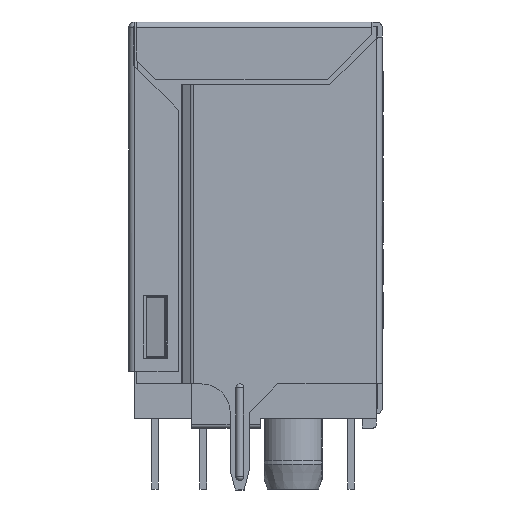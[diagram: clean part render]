
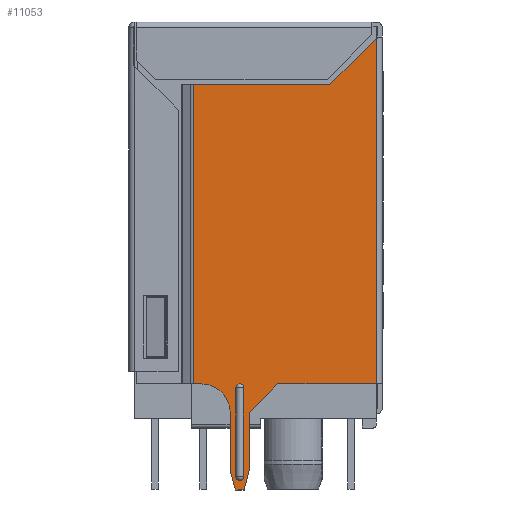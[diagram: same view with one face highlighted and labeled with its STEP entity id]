
A CAD part, left-side view. The second image highlights one B-rep face of the part: STEP entity #11053.
In plain terms, the highlighted planar face has unit normal (-1, 0, 0).
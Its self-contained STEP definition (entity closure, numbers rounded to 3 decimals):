
#430 = VERTEX_POINT ( 'NONE', #13431 ) ;
#462 = LINE ( 'NONE', #2922, #1127 ) ;
#694 = VERTEX_POINT ( 'NONE', #3424 ) ;
#711 = LINE ( 'NONE', #12757, #1375 ) ;
#735 = LINE ( 'NONE', #9583, #2566 ) ;
#744 = LINE ( 'NONE', #9920, #6081 ) ;
#758 = CIRCLE ( 'NONE', #5502, 1.5 ) ;
#800 = CARTESIAN_POINT ( 'NONE',  ( -21.01, 12.932, -25.464 ) ) ;
#1021 = DIRECTION ( 'NONE',  ( 0., 1., 0. ) ) ;
#1127 = VECTOR ( 'NONE', #4900, 1000. ) ;
#1144 = CARTESIAN_POINT ( 'NONE',  ( -21.01, 8.434, -4.194 ) ) ;
#1375 = VECTOR ( 'NONE', #5189, 1000. ) ;
#1428 = VECTOR ( 'NONE', #13511, 1000. ) ;
#1438 = EDGE_CURVE ( 'NONE', #10560, #6873, #13626, .T. ) ;
#1481 = VECTOR ( 'NONE', #11519, 1000. ) ;
#1489 = EDGE_CURVE ( 'NONE', #8856, #3657, #758, .T. ) ;
#1538 = DIRECTION ( 'NONE',  ( -1., 0., 0. ) ) ;
#1551 = CARTESIAN_POINT ( 'NONE',  ( -21.01, 13.364, -20.094 ) ) ;
#1593 = FACE_BOUND ( 'NONE', #7010, .T. ) ;
#1742 = CARTESIAN_POINT ( 'NONE',  ( -21.01, 5.934, -1.694 ) ) ;
#1789 = EDGE_CURVE ( 'NONE', #6387, #10560, #744, .T. ) ;
#1816 = LINE ( 'NONE', #8292, #1481 ) ;
#1928 = VERTEX_POINT ( 'NONE', #3847 ) ;
#1981 = CARTESIAN_POINT ( 'NONE',  ( -21.01, 13.364, -24.764 ) ) ;
#2011 = DIRECTION ( 'NONE',  ( -1., 0., 0. ) ) ;
#2038 = DIRECTION ( 'NONE',  ( 0., 1., 0. ) ) ;
#2087 = VECTOR ( 'NONE', #8109, 1000. ) ;
#2093 = EDGE_CURVE ( 'NONE', #694, #3719, #4234, .T. ) ;
#2169 = DIRECTION ( 'NONE',  ( 0., -1., 0. ) ) ;
#2328 = ORIENTED_EDGE ( 'NONE', *, *, #12255, .T. ) ;
#2454 = EDGE_CURVE ( 'NONE', #7707, #430, #711, .T. ) ;
#2566 = VECTOR ( 'NONE', #2169, 1000. ) ;
#2650 = LINE ( 'NONE', #4228, #4144 ) ;
#2684 = CARTESIAN_POINT ( 'NONE',  ( -21.01, 15.584, -4.194 ) ) ;
#2914 = CARTESIAN_POINT ( 'NONE',  ( -21.01, 12.664, -24.464 ) ) ;
#2922 = CARTESIAN_POINT ( 'NONE',  ( -21.01, 12.964, -19.894 ) ) ;
#2980 = VERTEX_POINT ( 'NONE', #2914 ) ;
#2990 = EDGE_CURVE ( 'NONE', #4626, #2980, #1816, .T. ) ;
#2993 = VECTOR ( 'NONE', #12409, 1000. ) ;
#3066 = EDGE_CURVE ( 'NONE', #2980, #694, #2650, .T. ) ;
#3139 = PLANE ( 'NONE',  #10427 ) ;
#3150 = CARTESIAN_POINT ( 'NONE',  ( -21.01, 15.164, -19.894 ) ) ;
#3224 = DIRECTION ( 'NONE',  ( 0., -0.707, 0.707 ) ) ;
#3313 = DIRECTION ( 'NONE',  ( 0., -1., 0. ) ) ;
#3424 = CARTESIAN_POINT ( 'NONE',  ( -21.01, 12.664, -21.394 ) ) ;
#3453 = AXIS2_PLACEMENT_3D ( 'NONE', #7187, #1538, #11064 ) ;
#3548 = CIRCLE ( 'NONE', #11094, 0.2 ) ;
#3566 = VECTOR ( 'NONE', #3224, 1000. ) ;
#3582 = CIRCLE ( 'NONE', #3453, 0.2 ) ;
#3584 = ORIENTED_EDGE ( 'NONE', *, *, #1789, .F. ) ;
#3657 = VERTEX_POINT ( 'NONE', #8491 ) ;
#3719 = VERTEX_POINT ( 'NONE', #4388 ) ;
#3814 = EDGE_CURVE ( 'NONE', #8472, #8298, #9752, .T. ) ;
#3847 = CARTESIAN_POINT ( 'NONE',  ( -21.01, 13.397, -25.464 ) ) ;
#4092 = VECTOR ( 'NONE', #5395, 1000. ) ;
#4144 = VECTOR ( 'NONE', #5299, 1000. ) ;
#4228 = CARTESIAN_POINT ( 'NONE',  ( -21.01, 12.664, -21.394 ) ) ;
#4234 = LINE ( 'NONE', #7457, #3566 ) ;
#4246 = ORIENTED_EDGE ( 'NONE', *, *, #3814, .F. ) ;
#4388 = CARTESIAN_POINT ( 'NONE',  ( -21.01, 11.164, -19.894 ) ) ;
#4621 = DIRECTION ( 'NONE',  ( 0., 0., 1. ) ) ;
#4626 = VERTEX_POINT ( 'NONE', #800 ) ;
#4743 = ORIENTED_EDGE ( 'NONE', *, *, #5247, .T. ) ;
#4892 = LINE ( 'NONE', #9783, #10569 ) ;
#4900 = DIRECTION ( 'NONE',  ( 0., 0., 1. ) ) ;
#5021 = CARTESIAN_POINT ( 'NONE',  ( -21.01, 13.664, -24.464 ) ) ;
#5034 = LINE ( 'NONE', #7526, #9845 ) ;
#5189 = DIRECTION ( 'NONE',  ( 0., 0., -1. ) ) ;
#5247 = EDGE_CURVE ( 'NONE', #7707, #6873, #7328, .T. ) ;
#5295 = CARTESIAN_POINT ( 'NONE',  ( -21.01, 5.984, -1.744 ) ) ;
#5299 = DIRECTION ( 'NONE',  ( 0., 0., 1. ) ) ;
#5395 = DIRECTION ( 'NONE',  ( 0., 0., -1. ) ) ;
#5502 = AXIS2_PLACEMENT_3D ( 'NONE', #10590, #10647, #2038 ) ;
#5835 = EDGE_CURVE ( 'NONE', #430, #3719, #11647, .T. ) ;
#6081 = VECTOR ( 'NONE', #4621, 1000. ) ;
#6264 = DIRECTION ( 'NONE',  ( 0., 1., 0. ) ) ;
#6387 = VERTEX_POINT ( 'NONE', #8627 ) ;
#6701 = EDGE_CURVE ( 'NONE', #8266, #1928, #7329, .T. ) ;
#6873 = VERTEX_POINT ( 'NONE', #1144 ) ;
#6884 = ORIENTED_EDGE ( 'NONE', *, *, #1489, .T. ) ;
#7010 = EDGE_LOOP ( 'NONE', ( #13382, #8295, #4246, #12637 ) ) ;
#7187 = CARTESIAN_POINT ( 'NONE',  ( -21.01, 13.164, -24.764 ) ) ;
#7328 = LINE ( 'NONE', #1742, #2993 ) ;
#7329 = LINE ( 'NONE', #5021, #12716 ) ;
#7435 = CARTESIAN_POINT ( 'NONE',  ( -21.01, 13.664, -24.464 ) ) ;
#7457 = CARTESIAN_POINT ( 'NONE',  ( -21.01, 12.664, -21.394 ) ) ;
#7526 = CARTESIAN_POINT ( 'NONE',  ( -21.01, 13.664, -19.894 ) ) ;
#7645 = ORIENTED_EDGE ( 'NONE', *, *, #1438, .F. ) ;
#7707 = VERTEX_POINT ( 'NONE', #5295 ) ;
#7787 = EDGE_CURVE ( 'NONE', #11219, #8472, #3548, .T. ) ;
#8097 = ORIENTED_EDGE ( 'NONE', *, *, #12765, .T. ) ;
#8109 = DIRECTION ( 'NONE',  ( 0., 1., 0. ) ) ;
#8221 = CARTESIAN_POINT ( 'NONE',  ( -21.01, 5.934, -4.194 ) ) ;
#8227 = CARTESIAN_POINT ( 'NONE',  ( -21.01, 56.048, -19.894 ) ) ;
#8266 = VERTEX_POINT ( 'NONE', #7435 ) ;
#8286 = ORIENTED_EDGE ( 'NONE', *, *, #6701, .T. ) ;
#8292 = CARTESIAN_POINT ( 'NONE',  ( -21.01, 12.664, -24.464 ) ) ;
#8295 = ORIENTED_EDGE ( 'NONE', *, *, #11747, .F. ) ;
#8298 = VERTEX_POINT ( 'NONE', #1981 ) ;
#8382 = EDGE_CURVE ( 'NONE', #3657, #8266, #5034, .T. ) ;
#8472 = VERTEX_POINT ( 'NONE', #1551 ) ;
#8491 = CARTESIAN_POINT ( 'NONE',  ( -21.01, 13.664, -21.394 ) ) ;
#8579 = DIRECTION ( 'NONE',  ( 0., 0., -1. ) ) ;
#8627 = CARTESIAN_POINT ( 'NONE',  ( -21.01, 15.584, -19.894 ) ) ;
#8643 = ORIENTED_EDGE ( 'NONE', *, *, #8382, .T. ) ;
#8691 = CARTESIAN_POINT ( 'NONE',  ( -21.01, 13.364, -19.894 ) ) ;
#8856 = VERTEX_POINT ( 'NONE', #3150 ) ;
#9521 = CARTESIAN_POINT ( 'NONE',  ( -21.01, 12.964, -20.094 ) ) ;
#9583 = CARTESIAN_POINT ( 'NONE',  ( -21.01, 12.932, -25.464 ) ) ;
#9601 = FACE_OUTER_BOUND ( 'NONE', #11224, .T. ) ;
#9752 = LINE ( 'NONE', #8691, #4092 ) ;
#9783 = CARTESIAN_POINT ( 'NONE',  ( -21.01, 5.934, -19.894 ) ) ;
#9845 = VECTOR ( 'NONE', #8579, 1000. ) ;
#9920 = CARTESIAN_POINT ( 'NONE',  ( -21.01, 15.584, -19.894 ) ) ;
#10317 = EDGE_CURVE ( 'NONE', #11509, #11219, #462, .T. ) ;
#10427 = AXIS2_PLACEMENT_3D ( 'NONE', #10620, #11707, #1021 ) ;
#10560 = VERTEX_POINT ( 'NONE', #2684 ) ;
#10569 = VECTOR ( 'NONE', #3313, 1000. ) ;
#10590 = CARTESIAN_POINT ( 'NONE',  ( -21.01, 15.164, -21.394 ) ) ;
#10620 = CARTESIAN_POINT ( 'NONE',  ( -21.01, 5.684, -19.894 ) ) ;
#10647 = DIRECTION ( 'NONE',  ( 1., 0., 0. ) ) ;
#10649 = ORIENTED_EDGE ( 'NONE', *, *, #5835, .F. ) ;
#10955 = ORIENTED_EDGE ( 'NONE', *, *, #2990, .T. ) ;
#11014 = ORIENTED_EDGE ( 'NONE', *, *, #2093, .T. ) ;
#11053 = ADVANCED_FACE ( 'NONE', ( #1593, #9601 ), #3139, .F. ) ;
#11064 = DIRECTION ( 'NONE',  ( 0., 0., -1. ) ) ;
#11094 = AXIS2_PLACEMENT_3D ( 'NONE', #13707, #2011, #6264 ) ;
#11219 = VERTEX_POINT ( 'NONE', #9521 ) ;
#11224 = EDGE_LOOP ( 'NONE', ( #6884, #8643, #8286, #8097, #10955, #12030, #11014, #10649, #13168, #4743, #7645, #3584, #2328 ) ) ;
#11509 = VERTEX_POINT ( 'NONE', #12369 ) ;
#11519 = DIRECTION ( 'NONE',  ( 0., -0.259, 0.966 ) ) ;
#11647 = LINE ( 'NONE', #8227, #2087 ) ;
#11707 = DIRECTION ( 'NONE',  ( 1., 0., 0. ) ) ;
#11747 = EDGE_CURVE ( 'NONE', #8298, #11509, #3582, .T. ) ;
#12030 = ORIENTED_EDGE ( 'NONE', *, *, #3066, .T. ) ;
#12255 = EDGE_CURVE ( 'NONE', #6387, #8856, #4892, .T. ) ;
#12369 = CARTESIAN_POINT ( 'NONE',  ( -21.01, 12.964, -24.764 ) ) ;
#12409 = DIRECTION ( 'NONE',  ( 0., 0.707, -0.707 ) ) ;
#12585 = DIRECTION ( 'NONE',  ( 0., -0.259, -0.966 ) ) ;
#12637 = ORIENTED_EDGE ( 'NONE', *, *, #7787, .F. ) ;
#12716 = VECTOR ( 'NONE', #12585, 1000. ) ;
#12757 = CARTESIAN_POINT ( 'NONE',  ( -21.01, 5.984, -57.247 ) ) ;
#12765 = EDGE_CURVE ( 'NONE', #1928, #4626, #735, .T. ) ;
#13168 = ORIENTED_EDGE ( 'NONE', *, *, #2454, .F. ) ;
#13382 = ORIENTED_EDGE ( 'NONE', *, *, #10317, .F. ) ;
#13431 = CARTESIAN_POINT ( 'NONE',  ( -21.01, 5.984, -19.894 ) ) ;
#13511 = DIRECTION ( 'NONE',  ( 0., -1., 0. ) ) ;
#13626 = LINE ( 'NONE', #8221, #1428 ) ;
#13707 = CARTESIAN_POINT ( 'NONE',  ( -21.01, 13.164, -20.094 ) ) ;
